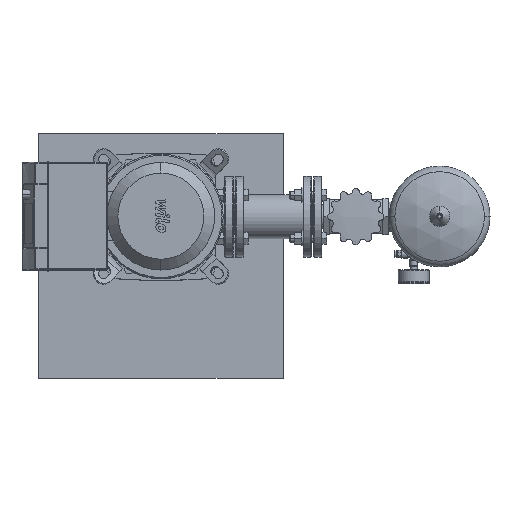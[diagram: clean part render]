
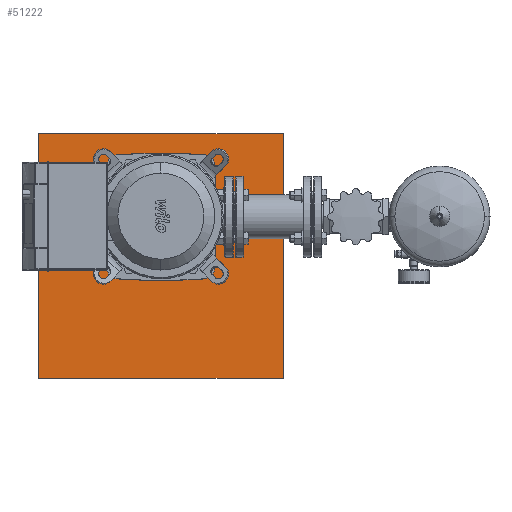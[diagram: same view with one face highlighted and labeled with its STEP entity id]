
A CAD part, top view. The second image highlights one B-rep face of the part: STEP entity #51222.
In plain terms, the highlighted planar face has unit normal (0, 0, 1).
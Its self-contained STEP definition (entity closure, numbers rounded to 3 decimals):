
#51183=CARTESIAN_POINT('',(-250.0,0.0,125.0));
#51184=DIRECTION('',(0.0,0.0,1.0));
#51185=DIRECTION('',(0.0,-1.0,0.0));
#51186=AXIS2_PLACEMENT_3D('',#51183,#51184,#51185);
#51187=PLANE('',#51186);
#51188=CARTESIAN_POINT('',(250.0,-250.0,125.));
#51189=VERTEX_POINT('',#51188);
#51190=CARTESIAN_POINT('',(250.0,250.0,125.));
#51191=VERTEX_POINT('',#51190);
#51192=CARTESIAN_POINT('',(250.0,-250.0,125.));
#51193=DIRECTION('',(0.0,1.0,0.0));
#51194=VECTOR('',#51193,500.0);
#51195=LINE('',#51192,#51194);
#51196=EDGE_CURVE('',#51189,#51191,#51195,.T.);
#51197=ORIENTED_EDGE('',*,*,#51196,.T.);
#51198=CARTESIAN_POINT('',(-250.0,250.0,125.));
#51199=VERTEX_POINT('',#51198);
#51200=CARTESIAN_POINT('',(-250.0,250.0,125.));
#51201=DIRECTION('',(1.0,0.0,0.0));
#51202=VECTOR('',#51201,500.0);
#51203=LINE('',#51200,#51202);
#51204=EDGE_CURVE('',#51199,#51191,#51203,.T.);
#51205=ORIENTED_EDGE('',*,*,#51204,.F.);
#51206=CARTESIAN_POINT('',(-250.0,-250.0,125.));
#51207=VERTEX_POINT('',#51206);
#51208=CARTESIAN_POINT('',(-250.0,250.0,125.));
#51209=DIRECTION('',(0.0,-1.0,0.0));
#51210=VECTOR('',#51209,500.0);
#51211=LINE('',#51208,#51210);
#51212=EDGE_CURVE('',#51199,#51207,#51211,.T.);
#51213=ORIENTED_EDGE('',*,*,#51212,.T.);
#51214=CARTESIAN_POINT('',(-250.0,-250.0,125.));
#51215=DIRECTION('',(1.0,0.0,0.0));
#51216=VECTOR('',#51215,500.0);
#51217=LINE('',#51214,#51216);
#51218=EDGE_CURVE('',#51207,#51189,#51217,.T.);
#51219=ORIENTED_EDGE('',*,*,#51218,.T.);
#51220=EDGE_LOOP('',(#51197,#51205,#51213,#51219));
#51221=FACE_OUTER_BOUND('',#51220,.T.);
#51222=ADVANCED_FACE('',(#51221),#51187,.T.);
